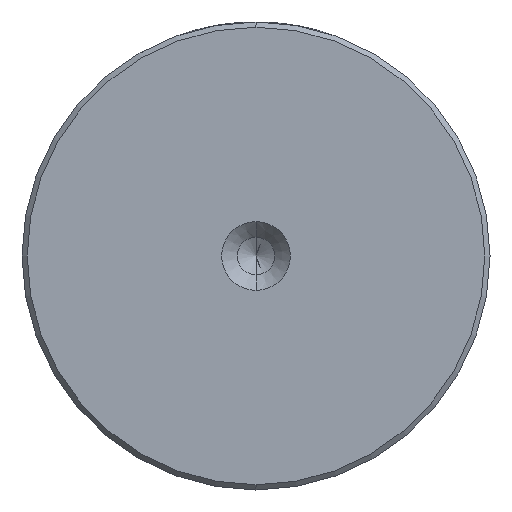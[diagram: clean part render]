
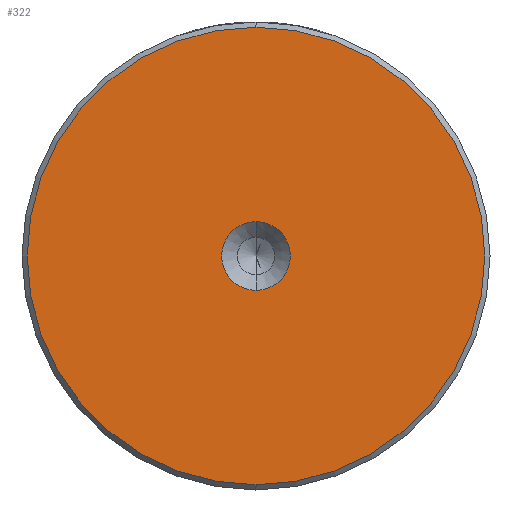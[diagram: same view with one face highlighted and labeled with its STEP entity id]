
A CAD part, left-side view. The second image highlights one B-rep face of the part: STEP entity #322.
In plain terms, the highlighted planar face has unit normal (-1, 0, 0).
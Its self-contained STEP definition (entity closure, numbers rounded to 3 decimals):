
#126 = VERTEX_POINT ( 'NONE', #2429 ) ;
#302 = ORIENTED_EDGE ( 'NONE', *, *, #1733, .T. ) ;
#307 = AXIS2_PLACEMENT_3D ( 'NONE', #1112, #916, #2286 ) ;
#322 = ADVANCED_FACE ( 'NONE', ( #359, #1407 ), #531, .T. ) ;
#351 = CARTESIAN_POINT ( 'NONE',  ( 0., 0., -22. ) ) ;
#359 = FACE_OUTER_BOUND ( 'NONE', #390, .T. ) ;
#390 = EDGE_LOOP ( 'NONE', ( #1648, #302 ) ) ;
#508 = EDGE_LOOP ( 'NONE', ( #1444, #1224 ) ) ;
#528 = VERTEX_POINT ( 'NONE', #1012 ) ;
#531 = PLANE ( 'NONE',  #307 ) ;
#548 = AXIS2_PLACEMENT_3D ( 'NONE', #2306, #1315, #1737 ) ;
#559 = DIRECTION ( 'NONE',  ( -1., 0., 0. ) ) ;
#664 = EDGE_CURVE ( 'NONE', #126, #528, #1912, .T. ) ;
#691 = EDGE_CURVE ( 'NONE', #1895, #2058, #1855, .T. ) ;
#706 = CARTESIAN_POINT ( 'NONE',  ( 0., 0., 0. ) ) ;
#722 = EDGE_CURVE ( 'NONE', #528, #126, #2248, .T. ) ;
#752 = DIRECTION ( 'NONE',  ( -1., 0., 0. ) ) ;
#791 = AXIS2_PLACEMENT_3D ( 'NONE', #1735, #559, #1938 ) ;
#793 = AXIS2_PLACEMENT_3D ( 'NONE', #706, #2094, #901 ) ;
#901 = DIRECTION ( 'NONE',  ( 0., 0., 1. ) ) ;
#916 = DIRECTION ( 'NONE',  ( -1., 0., 0. ) ) ;
#1012 = CARTESIAN_POINT ( 'NONE',  ( 0., 0., 3.3 ) ) ;
#1082 = AXIS2_PLACEMENT_3D ( 'NONE', #1944, #752, #2139 ) ;
#1112 = CARTESIAN_POINT ( 'NONE',  ( 0., 0., 0. ) ) ;
#1224 = ORIENTED_EDGE ( 'NONE', *, *, #664, .F. ) ;
#1315 = DIRECTION ( 'NONE',  ( -1., 0., 0. ) ) ;
#1407 = FACE_BOUND ( 'NONE', #508, .T. ) ;
#1444 = ORIENTED_EDGE ( 'NONE', *, *, #722, .F. ) ;
#1648 = ORIENTED_EDGE ( 'NONE', *, *, #691, .T. ) ;
#1733 = EDGE_CURVE ( 'NONE', #2058, #1895, #2316, .T. ) ;
#1735 = CARTESIAN_POINT ( 'NONE',  ( 0., 0., 0. ) ) ;
#1737 = DIRECTION ( 'NONE',  ( 0., 0., 1. ) ) ;
#1855 = CIRCLE ( 'NONE', #791, 22. ) ;
#1895 = VERTEX_POINT ( 'NONE', #351 ) ;
#1912 = CIRCLE ( 'NONE', #548, 3.3 ) ;
#1938 = DIRECTION ( 'NONE',  ( 0., 0., 1. ) ) ;
#1944 = CARTESIAN_POINT ( 'NONE',  ( 0., 0., 0. ) ) ;
#1981 = CARTESIAN_POINT ( 'NONE',  ( 0., 0., 22. ) ) ;
#2058 = VERTEX_POINT ( 'NONE', #1981 ) ;
#2094 = DIRECTION ( 'NONE',  ( -1., 0., 0. ) ) ;
#2139 = DIRECTION ( 'NONE',  ( 0., 0., 1. ) ) ;
#2248 = CIRCLE ( 'NONE', #1082, 3.3 ) ;
#2286 = DIRECTION ( 'NONE',  ( 0., 0., 1. ) ) ;
#2306 = CARTESIAN_POINT ( 'NONE',  ( 0., 0., 0. ) ) ;
#2316 = CIRCLE ( 'NONE', #793, 22. ) ;
#2429 = CARTESIAN_POINT ( 'NONE',  ( 0., 0., -3.3 ) ) ;
